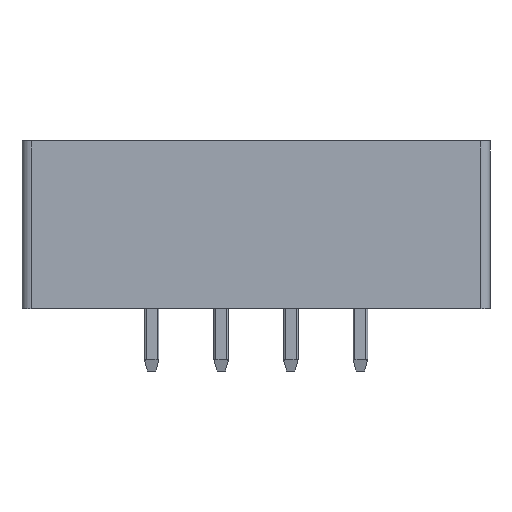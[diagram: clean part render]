
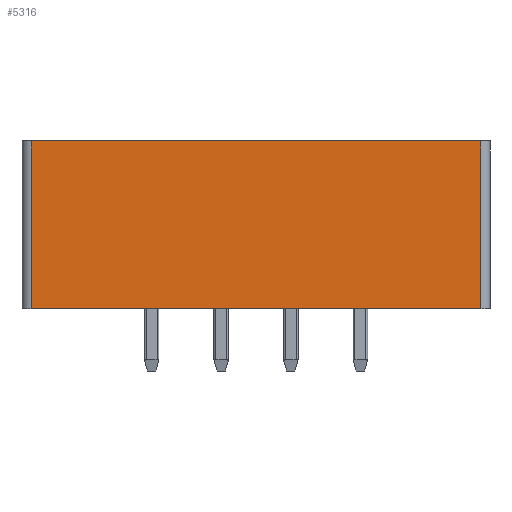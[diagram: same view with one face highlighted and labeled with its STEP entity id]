
A CAD part, front view. The second image highlights one B-rep face of the part: STEP entity #5316.
In plain terms, the highlighted planar face has unit normal (0, -1, 0).
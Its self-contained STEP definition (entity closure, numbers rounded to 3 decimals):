
#5316=ADVANCED_FACE('',(#13489),#13490,.T.);
#6416=VERTEX_POINT('',#15055);
#6420=VERTEX_POINT('',#15060);
#6422=EDGE_CURVE('',#6416,#6420,#15062,.T.);
#6648=VERTEX_POINT('',#15348);
#6652=VERTEX_POINT('',#15353);
#6654=EDGE_CURVE('',#6648,#6652,#15355,.T.);
#8250=EDGE_CURVE('',#6416,#6652,#16963,.T.);
#8252=EDGE_CURVE('',#6420,#6648,#16965,.T.);
#13489=FACE_OUTER_BOUND('',#23441,.T.);
#13490=PLANE('',#23442);
#15055=CARTESIAN_POINT('',(0.,0.,0.));
#15060=CARTESIAN_POINT('',(0.,0.,9.2));
#15062=LINE('',#25140,#25141);
#15348=CARTESIAN_POINT('',(24.63,0.,9.2));
#15353=CARTESIAN_POINT('',(24.63,0.,0.));
#15355=LINE('',#25601,#25602);
#16963=LINE('',#28230,#28231);
#16965=LINE('',#28234,#28235);
#23441=EDGE_LOOP('',(#36909,#36910,#36911,#36912));
#23442=AXIS2_PLACEMENT_3D('',#36913,#36914,#36915);
#25140=CARTESIAN_POINT('',(0.,0.,0.));
#25141=VECTOR('',#41167,1.0);
#25601=CARTESIAN_POINT('',(24.63,0.,9.2));
#25602=VECTOR('',#41348,1.0);
#28230=CARTESIAN_POINT('',(18.03,0.,0.));
#28231=VECTOR('',#41994,1.0);
#28234=CARTESIAN_POINT('',(18.03,0.,9.2));
#28235=VECTOR('',#41995,1.0);
#36909=ORIENTED_EDGE('',*,*,#8250,.T.);
#36910=ORIENTED_EDGE('',*,*,#6654,.F.);
#36911=ORIENTED_EDGE('',*,*,#8252,.F.);
#36912=ORIENTED_EDGE('',*,*,#6422,.F.);
#36913=CARTESIAN_POINT('',(-0.165,0.,-0.23));
#36914=DIRECTION('',(0.,-1.0,0.));
#36915=DIRECTION('',(0.0,0.,-1.0));
#41167=DIRECTION('',(0.,0.,1.0));
#41348=DIRECTION('',(0.,0.,-1.0));
#41994=DIRECTION('',(1.0,0.,0.));
#41995=DIRECTION('',(1.0,0.,0.));
